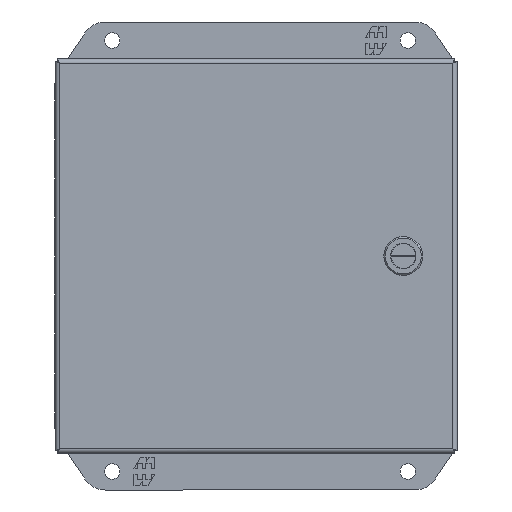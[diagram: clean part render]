
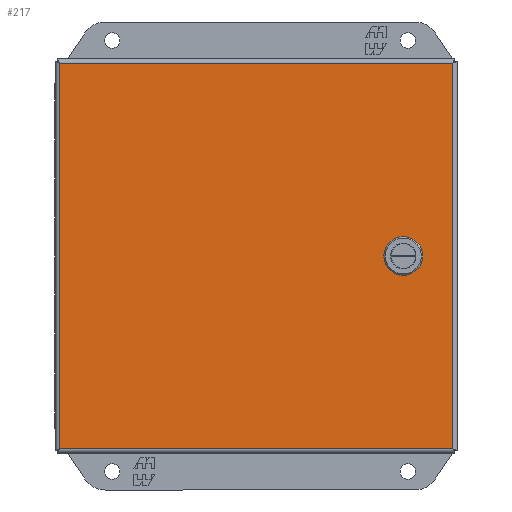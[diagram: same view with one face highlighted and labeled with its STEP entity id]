
A CAD part, front view. The second image highlights one B-rep face of the part: STEP entity #217.
In plain terms, the highlighted planar face has unit normal (0, -1, 0).
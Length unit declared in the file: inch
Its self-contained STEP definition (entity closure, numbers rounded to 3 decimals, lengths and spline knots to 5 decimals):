
#2 = CARTESIAN_POINT ( 'NONE',  ( 3.23768, -4.61133, -0.07559 ) ) ;
#217 = ADVANCED_FACE ( 'NONE', ( #20394, #5383 ), #12613, .T. ) ;
#897 = DIRECTION ( 'NONE',  ( 0., -1., 0. ) ) ;
#1337 = CARTESIAN_POINT ( 'NONE',  ( 3.23768, -4.61133, -0.07559 ) ) ;
#1354 = VECTOR ( 'NONE', #18938, 39.37008 ) ;
#1429 = LINE ( 'NONE', #2952, #11828 ) ;
#1443 = CARTESIAN_POINT ( 'NONE',  ( -4.07332, -4.61133, -3.914 ) ) ;
#1478 = LINE ( 'NONE', #3334, #6836 ) ;
#1744 = VERTEX_POINT ( 'NONE', #8107 ) ;
#1788 = DIRECTION ( 'NONE',  ( -1., 0., 0. ) ) ;
#2860 = CARTESIAN_POINT ( 'NONE',  ( 3.91268, -4.61133, 3.914 ) ) ;
#2933 = LINE ( 'NONE', #16407, #13977 ) ;
#2952 = CARTESIAN_POINT ( 'NONE',  ( -4.07332, -4.61133, -3.914 ) ) ;
#3024 = VERTEX_POINT ( 'NONE', #3913 ) ;
#3066 = CARTESIAN_POINT ( 'NONE',  ( 2.83109, -4.61133, -0.331 ) ) ;
#3219 = ORIENTED_EDGE ( 'NONE', *, *, #12362, .F. ) ;
#3324 = ORIENTED_EDGE ( 'NONE', *, *, #18121, .F. ) ;
#3334 = CARTESIAN_POINT ( 'NONE',  ( 2.83109, -4.61133, 0.331 ) ) ;
#3368 = DIRECTION ( 'NONE',  ( 1., 0., 0. ) ) ;
#3495 = DIRECTION ( 'NONE',  ( 0.707, 0., 0.707 ) ) ;
#3913 = CARTESIAN_POINT ( 'NONE',  ( -4.07332, -4.61133, 3.914 ) ) ;
#3936 = VERTEX_POINT ( 'NONE', #7763 ) ;
#3965 = VECTOR ( 'NONE', #3368, 39.37008 ) ;
#4103 = EDGE_LOOP ( 'NONE', ( #3324, #7471, #14239, #12487, #21376, #12014, #11396, #3219 ) ) ;
#4110 = ORIENTED_EDGE ( 'NONE', *, *, #20944, .T. ) ;
#4180 = CARTESIAN_POINT ( 'NONE',  ( -4.07332, -4.61133, -3.914 ) ) ;
#4277 = DIRECTION ( 'NONE',  ( 0., 0., -1. ) ) ;
#4278 = CARTESIAN_POINT ( 'NONE',  ( 2.57568, -4.61133, 0.07559 ) ) ;
#4411 = EDGE_CURVE ( 'NONE', #7039, #8542, #2933, .T. ) ;
#4541 = CARTESIAN_POINT ( 'NONE',  ( 2.98226, -4.61133, -0.331 ) ) ;
#4763 = VECTOR ( 'NONE', #15660, 39.37008 ) ;
#4999 = LINE ( 'NONE', #18361, #3965 ) ;
#5099 = CARTESIAN_POINT ( 'NONE',  ( 2.83109, -4.61133, 0.331 ) ) ;
#5239 = VECTOR ( 'NONE', #18724, 39.37008 ) ;
#5355 = CARTESIAN_POINT ( 'NONE',  ( 2.57568, -4.61133, 0.07559 ) ) ;
#5383 = FACE_OUTER_BOUND ( 'NONE', #10119, .T. ) ;
#5573 = LINE ( 'NONE', #12260, #1354 ) ;
#5969 = CARTESIAN_POINT ( 'NONE',  ( 3.91268, -4.61133, -3.914 ) ) ;
#6836 = VECTOR ( 'NONE', #14958, 39.37008 ) ;
#6839 = ORIENTED_EDGE ( 'NONE', *, *, #15102, .T. ) ;
#7039 = VERTEX_POINT ( 'NONE', #9307 ) ;
#7417 = LINE ( 'NONE', #20350, #4763 ) ;
#7425 = EDGE_CURVE ( 'NONE', #8542, #14799, #1478, .T. ) ;
#7471 = ORIENTED_EDGE ( 'NONE', *, *, #15592, .F. ) ;
#7703 = VECTOR ( 'NONE', #12875, 39.37008 ) ;
#7763 = CARTESIAN_POINT ( 'NONE',  ( 2.57568, -4.61133, -0.07559 ) ) ;
#8107 = CARTESIAN_POINT ( 'NONE',  ( 2.98226, -4.61133, -0.331 ) ) ;
#8297 = LINE ( 'NONE', #2, #16941 ) ;
#8542 = VERTEX_POINT ( 'NONE', #20227 ) ;
#8597 = EDGE_CURVE ( 'NONE', #11648, #17250, #4999, .T. ) ;
#8690 = DIRECTION ( 'NONE',  ( 0., 0., 1. ) ) ;
#9304 = ORIENTED_EDGE ( 'NONE', *, *, #8597, .T. ) ;
#9307 = CARTESIAN_POINT ( 'NONE',  ( 3.23768, -4.61133, 0.07559 ) ) ;
#9483 = DIRECTION ( 'NONE',  ( 1., 0., 0. ) ) ;
#9634 = DIRECTION ( 'NONE',  ( 0., 0., -1. ) ) ;
#10119 = EDGE_LOOP ( 'NONE', ( #6839, #4110, #19056, #9304 ) ) ;
#10438 = AXIS2_PLACEMENT_3D ( 'NONE', #4180, #897, #4277 ) ;
#10846 = EDGE_CURVE ( 'NONE', #14799, #11518, #12047, .T. ) ;
#11116 = LINE ( 'NONE', #4541, #11914 ) ;
#11396 = ORIENTED_EDGE ( 'NONE', *, *, #21649, .F. ) ;
#11518 = VERTEX_POINT ( 'NONE', #4278 ) ;
#11624 = VERTEX_POINT ( 'NONE', #2860 ) ;
#11648 = VERTEX_POINT ( 'NONE', #1443 ) ;
#11828 = VECTOR ( 'NONE', #9634, 39.37008 ) ;
#11914 = VECTOR ( 'NONE', #9483, 39.37008 ) ;
#12014 = ORIENTED_EDGE ( 'NONE', *, *, #4411, .F. ) ;
#12047 = LINE ( 'NONE', #5355, #5239 ) ;
#12260 = CARTESIAN_POINT ( 'NONE',  ( 3.23768, -4.61133, 0.07559 ) ) ;
#12362 = EDGE_CURVE ( 'NONE', #1744, #14544, #8297, .T. ) ;
#12487 = ORIENTED_EDGE ( 'NONE', *, *, #10846, .F. ) ;
#12559 = LINE ( 'NONE', #12760, #7703 ) ;
#12613 = PLANE ( 'NONE',  #10438 ) ;
#12760 = CARTESIAN_POINT ( 'NONE',  ( 2.57568, -4.61133, -0.07559 ) ) ;
#12875 = DIRECTION ( 'NONE',  ( 0., 0., -1. ) ) ;
#13977 = VECTOR ( 'NONE', #19574, 39.37008 ) ;
#14239 = ORIENTED_EDGE ( 'NONE', *, *, #18125, .F. ) ;
#14544 = VERTEX_POINT ( 'NONE', #1337 ) ;
#14799 = VERTEX_POINT ( 'NONE', #5099 ) ;
#14958 = DIRECTION ( 'NONE',  ( -1., 0., 0. ) ) ;
#15102 = EDGE_CURVE ( 'NONE', #17250, #11624, #18874, .T. ) ;
#15149 = CARTESIAN_POINT ( 'NONE',  ( -4.07332, -4.61133, 3.914 ) ) ;
#15371 = LINE ( 'NONE', #15149, #21307 ) ;
#15592 = EDGE_CURVE ( 'NONE', #3936, #21173, #7417, .T. ) ;
#15660 = DIRECTION ( 'NONE',  ( 0.707, 0., -0.707 ) ) ;
#16407 = CARTESIAN_POINT ( 'NONE',  ( 2.98226, -4.61133, 0.331 ) ) ;
#16941 = VECTOR ( 'NONE', #3495, 39.37008 ) ;
#17126 = CARTESIAN_POINT ( 'NONE',  ( 3.91268, -4.61133, -3.914 ) ) ;
#17250 = VERTEX_POINT ( 'NONE', #5969 ) ;
#18038 = VECTOR ( 'NONE', #8690, 39.37008 ) ;
#18121 = EDGE_CURVE ( 'NONE', #21173, #1744, #11116, .T. ) ;
#18125 = EDGE_CURVE ( 'NONE', #11518, #3936, #12559, .T. ) ;
#18361 = CARTESIAN_POINT ( 'NONE',  ( -4.07332, -4.61133, -3.914 ) ) ;
#18724 = DIRECTION ( 'NONE',  ( -0.707, 0., -0.707 ) ) ;
#18874 = LINE ( 'NONE', #17126, #18038 ) ;
#18938 = DIRECTION ( 'NONE',  ( 0., 0., 1. ) ) ;
#19056 = ORIENTED_EDGE ( 'NONE', *, *, #21241, .T. ) ;
#19574 = DIRECTION ( 'NONE',  ( -0.707, 0., 0.707 ) ) ;
#20227 = CARTESIAN_POINT ( 'NONE',  ( 2.98226, -4.61133, 0.331 ) ) ;
#20350 = CARTESIAN_POINT ( 'NONE',  ( 2.83109, -4.61133, -0.331 ) ) ;
#20394 = FACE_BOUND ( 'NONE', #4103, .T. ) ;
#20944 = EDGE_CURVE ( 'NONE', #11624, #3024, #15371, .T. ) ;
#21173 = VERTEX_POINT ( 'NONE', #3066 ) ;
#21241 = EDGE_CURVE ( 'NONE', #3024, #11648, #1429, .T. ) ;
#21307 = VECTOR ( 'NONE', #1788, 39.37008 ) ;
#21376 = ORIENTED_EDGE ( 'NONE', *, *, #7425, .F. ) ;
#21649 = EDGE_CURVE ( 'NONE', #14544, #7039, #5573, .T. ) ;
